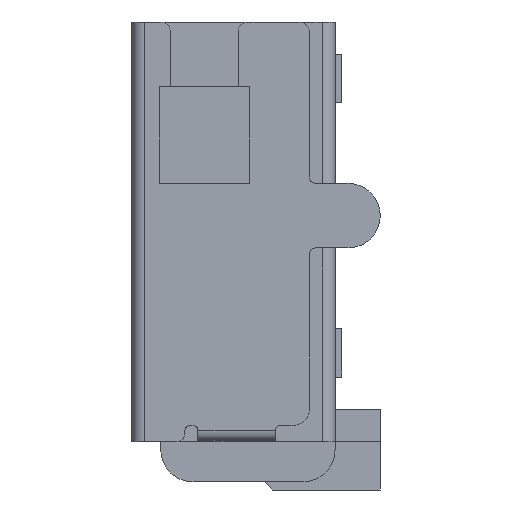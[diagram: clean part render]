
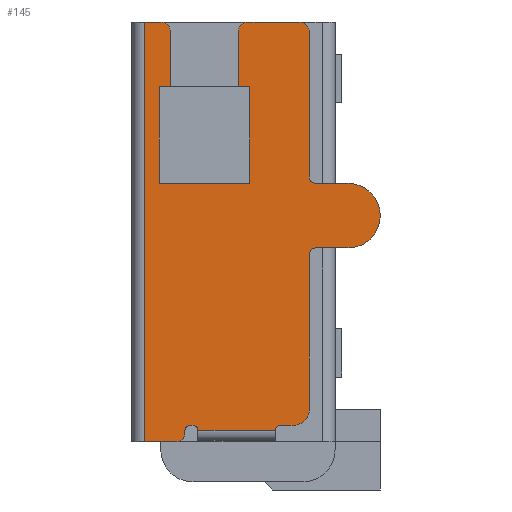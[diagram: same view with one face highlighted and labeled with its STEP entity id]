
A CAD part, left-side view. The second image highlights one B-rep face of the part: STEP entity #145.
In plain terms, the highlighted planar face has unit normal (-1, 0, 0).
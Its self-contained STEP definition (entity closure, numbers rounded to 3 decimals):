
#145=ADVANCED_FACE('',(#713),#714,.T.);
#713=FACE_OUTER_BOUND('',#1662,.T.);
#714=PLANE('',#1663);
#1662=EDGE_LOOP('',(#4171,#4172,#4173,#4174,#4175,#4176,#4177,#4178,#4179,#4180,#4181,#4182,#4183,#4184,#4185,#4186,#4187,#4188,#4189,#4190,#4191,#4192,#4193,#4194,#4195,#4196,#4197,#4198,#4199,#4200));
#1663=AXIS2_PLACEMENT_3D('',#4201,#4202,#4203);
#4171=ORIENTED_EDGE('',*,*,#7466,.F.);
#4172=ORIENTED_EDGE('',*,*,#7467,.T.);
#4173=ORIENTED_EDGE('',*,*,#7468,.F.);
#4174=ORIENTED_EDGE('',*,*,#7469,.T.);
#4175=ORIENTED_EDGE('',*,*,#7470,.F.);
#4176=ORIENTED_EDGE('',*,*,#7471,.T.);
#4177=ORIENTED_EDGE('',*,*,#7472,.F.);
#4178=ORIENTED_EDGE('',*,*,#7473,.T.);
#4179=ORIENTED_EDGE('',*,*,#7474,.T.);
#4180=ORIENTED_EDGE('',*,*,#7475,.T.);
#4181=ORIENTED_EDGE('',*,*,#7476,.F.);
#4182=ORIENTED_EDGE('',*,*,#7477,.F.);
#4183=ORIENTED_EDGE('',*,*,#7253,.T.);
#4184=ORIENTED_EDGE('',*,*,#7478,.F.);
#4185=ORIENTED_EDGE('',*,*,#7479,.T.);
#4186=ORIENTED_EDGE('',*,*,#7480,.T.);
#4187=ORIENTED_EDGE('',*,*,#7481,.T.);
#4188=ORIENTED_EDGE('',*,*,#7482,.T.);
#4189=ORIENTED_EDGE('',*,*,#7483,.T.);
#4190=ORIENTED_EDGE('',*,*,#7484,.T.);
#4191=ORIENTED_EDGE('',*,*,#7485,.T.);
#4192=ORIENTED_EDGE('',*,*,#7486,.F.);
#4193=ORIENTED_EDGE('',*,*,#7487,.T.);
#4194=ORIENTED_EDGE('',*,*,#7488,.F.);
#4195=ORIENTED_EDGE('',*,*,#7489,.F.);
#4196=ORIENTED_EDGE('',*,*,#7465,.F.);
#4197=ORIENTED_EDGE('',*,*,#7462,.F.);
#4198=ORIENTED_EDGE('',*,*,#7490,.F.);
#4199=ORIENTED_EDGE('',*,*,#7491,.T.);
#4200=ORIENTED_EDGE('',*,*,#7492,.T.);
#4201=CARTESIAN_POINT('',(-7.55,2.85,-13.0));
#4202=DIRECTION('',(-1.0,0.0,0.0));
#4203=DIRECTION('',(0.0,0.0,1.0));
#7253=EDGE_CURVE('',#8614,#8612,#8615,.T.);
#7462=EDGE_CURVE('',#8948,#8950,#8951,.T.);
#7465=EDGE_CURVE('',#8950,#8953,#8955,.T.);
#7466=EDGE_CURVE('',#8956,#8957,#8958,.T.);
#7467=EDGE_CURVE('',#8956,#8959,#8960,.T.);
#7468=EDGE_CURVE('',#8961,#8959,#8962,.T.);
#7469=EDGE_CURVE('',#8961,#8963,#8964,.T.);
#7470=EDGE_CURVE('',#8965,#8963,#8966,.T.);
#7471=EDGE_CURVE('',#8965,#8967,#8968,.T.);
#7472=EDGE_CURVE('',#8969,#8967,#8970,.T.);
#7473=EDGE_CURVE('',#8969,#8971,#8972,.T.);
#7474=EDGE_CURVE('',#8971,#8973,#8974,.T.);
#7475=EDGE_CURVE('',#8973,#8975,#8976,.T.);
#7476=EDGE_CURVE('',#8977,#8975,#8978,.T.);
#7477=EDGE_CURVE('',#8614,#8977,#8979,.T.);
#7478=EDGE_CURVE('',#8980,#8612,#8981,.T.);
#7479=EDGE_CURVE('',#8980,#8982,#8983,.T.);
#7480=EDGE_CURVE('',#8982,#8984,#8985,.T.);
#7481=EDGE_CURVE('',#8984,#8986,#8987,.T.);
#7482=EDGE_CURVE('',#8986,#8988,#8989,.T.);
#7483=EDGE_CURVE('',#8988,#8990,#8991,.T.);
#7484=EDGE_CURVE('',#8990,#8992,#8993,.T.);
#7485=EDGE_CURVE('',#8992,#8994,#8995,.T.);
#7486=EDGE_CURVE('',#8996,#8994,#8997,.T.);
#7487=EDGE_CURVE('',#8996,#8998,#8999,.T.);
#7488=EDGE_CURVE('',#9000,#8998,#9001,.T.);
#7489=EDGE_CURVE('',#8953,#9000,#9002,.T.);
#7490=EDGE_CURVE('',#9003,#8948,#9004,.T.);
#7491=EDGE_CURVE('',#9003,#9005,#9006,.T.);
#7492=EDGE_CURVE('',#9005,#8957,#9007,.T.);
#8612=VERTEX_POINT('',#10737);
#8614=VERTEX_POINT('',#10740);
#8615=LINE('',#10741,#10742);
#8948=VERTEX_POINT('',#11261);
#8950=VERTEX_POINT('',#11264);
#8951=LINE('',#11265,#11266);
#8953=VERTEX_POINT('',#11269);
#8955=CIRCLE('',#11272,1.0);
#8956=VERTEX_POINT('',#11273);
#8957=VERTEX_POINT('',#11274);
#8958=LINE('',#11275,#11276);
#8959=VERTEX_POINT('',#11277);
#8960=CIRCLE('',#11278,0.3);
#8961=VERTEX_POINT('',#11279);
#8962=LINE('',#11280,#11281);
#8963=VERTEX_POINT('',#11282);
#8964=CIRCLE('',#11283,0.2);
#8965=VERTEX_POINT('',#11284);
#8966=LINE('',#11285,#11286);
#8967=VERTEX_POINT('',#11287);
#8968=LINE('',#11288,#11289);
#8969=VERTEX_POINT('',#11290);
#8970=LINE('',#11291,#11292);
#8971=VERTEX_POINT('',#11293);
#8972=CIRCLE('',#11294,0.2);
#8973=VERTEX_POINT('',#11295);
#8974=LINE('',#11296,#11297);
#8975=VERTEX_POINT('',#11298);
#8976=CIRCLE('',#11299,0.3);
#8977=VERTEX_POINT('',#11300);
#8978=LINE('',#11301,#11302);
#8979=LINE('',#11303,#11304);
#8980=VERTEX_POINT('',#11305);
#8981=CIRCLE('',#11306,0.25);
#8982=VERTEX_POINT('',#11307);
#8983=LINE('',#11308,#11309);
#8984=VERTEX_POINT('',#11310);
#8985=CIRCLE('',#11311,0.15);
#8986=VERTEX_POINT('',#11312);
#8987=LINE('',#11313,#11314);
#8988=VERTEX_POINT('',#11315);
#8989=CIRCLE('',#11316,0.15);
#8990=VERTEX_POINT('',#11317);
#8991=LINE('',#11318,#11319);
#8992=VERTEX_POINT('',#11320);
#8993=CIRCLE('',#11321,0.15);
#8994=VERTEX_POINT('',#11322);
#8995=LINE('',#11323,#11324);
#8996=VERTEX_POINT('',#11325);
#8997=CIRCLE('',#11326,0.5);
#8998=VERTEX_POINT('',#11327);
#8999=LINE('',#11328,#11329);
#9000=VERTEX_POINT('',#11330);
#9001=CIRCLE('',#11331,0.2);
#9002=LINE('',#11332,#11333);
#9003=VERTEX_POINT('',#11334);
#9004=CIRCLE('',#11335,0.2);
#9005=VERTEX_POINT('',#11336);
#9006=LINE('',#11337,#11338);
#9007=CIRCLE('',#11339,0.3);
#10737=CARTESIAN_POINT('',(-7.55,1.85,-13.0));
#10740=CARTESIAN_POINT('',(-7.55,2.85,-13.0));
#10741=CARTESIAN_POINT('',(-7.55,2.85,-13.0));
#10742=VECTOR('',#14427,1.0);
#11261=CARTESIAN_POINT('',(-7.55,-2.45,-5.0));
#11264=CARTESIAN_POINT('',(-7.55,-3.45,-5.0));
#11265=CARTESIAN_POINT('',(-7.55,-2.45,-5.0));
#11266=VECTOR('',#14678,1.0);
#11269=CARTESIAN_POINT('',(-7.55,-3.45,-7.0));
#11272=AXIS2_PLACEMENT_3D('',#14681,#14682,#14683);
#11273=CARTESIAN_POINT('',(-7.55,-0.35,0.0));
#11274=CARTESIAN_POINT('',(-7.55,-1.95,0.0));
#11275=CARTESIAN_POINT('',(-7.55,-0.35,0.0));
#11276=VECTOR('',#14684,1.6);
#11277=CARTESIAN_POINT('',(-7.55,-0.05,-0.3));
#11278=AXIS2_PLACEMENT_3D('',#14685,#14686,#14687);
#11279=CARTESIAN_POINT('',(-7.55,-0.05,-4.8));
#11280=CARTESIAN_POINT('',(-7.55,-0.05,-4.8));
#11281=VECTOR('',#14688,4.5);
#11282=CARTESIAN_POINT('',(-7.55,0.15,-5.0));
#11283=AXIS2_PLACEMENT_3D('',#14689,#14690,#14691);
#11284=CARTESIAN_POINT('',(-7.55,0.2,-5.0));
#11285=CARTESIAN_POINT('',(-7.55,0.2,-5.0));
#11286=VECTOR('',#14692,0.05);
#11287=CARTESIAN_POINT('',(-7.55,1.8,-5.0));
#11288=CARTESIAN_POINT('',(-7.55,0.2,-5.0));
#11289=VECTOR('',#14693,1.6);
#11290=CARTESIAN_POINT('',(-7.55,1.85,-5.0));
#11291=CARTESIAN_POINT('',(-7.55,1.85,-5.0));
#11292=VECTOR('',#14694,0.05);
#11293=CARTESIAN_POINT('',(-7.55,2.05,-4.8));
#11294=AXIS2_PLACEMENT_3D('',#14695,#14696,#14697);
#11295=CARTESIAN_POINT('',(-7.55,2.05,-0.3));
#11296=CARTESIAN_POINT('',(-7.55,2.05,-4.8));
#11297=VECTOR('',#14698,4.5);
#11298=CARTESIAN_POINT('',(-7.55,2.35,0.0));
#11299=AXIS2_PLACEMENT_3D('',#14699,#14700,#14701);
#11300=CARTESIAN_POINT('',(-7.55,2.85,0.0));
#11301=CARTESIAN_POINT('',(-7.55,2.85,0.0));
#11302=VECTOR('',#14702,0.5);
#11303=CARTESIAN_POINT('',(-7.55,2.85,-13.0));
#11304=VECTOR('',#14703,13.0);
#11305=CARTESIAN_POINT('',(-7.55,1.6,-12.75));
#11306=AXIS2_PLACEMENT_3D('',#14704,#14705,#14706);
#11307=CARTESIAN_POINT('',(-7.55,1.6,-12.65));
#11308=CARTESIAN_POINT('',(-7.55,1.6,-12.75));
#11309=VECTOR('',#14707,0.1);
#11310=CARTESIAN_POINT('',(-7.55,1.45,-12.5));
#11311=AXIS2_PLACEMENT_3D('',#14708,#14709,#14710);
#11312=CARTESIAN_POINT('',(-7.55,1.35,-12.5));
#11313=CARTESIAN_POINT('',(-7.55,1.45,-12.5));
#11314=VECTOR('',#14711,0.1);
#11315=CARTESIAN_POINT('',(-7.55,1.2,-12.65));
#11316=AXIS2_PLACEMENT_3D('',#14712,#14713,#14714);
#11317=CARTESIAN_POINT('',(-7.55,-1.2,-12.65));
#11318=CARTESIAN_POINT('',(-7.55,1.2,-12.65));
#11319=VECTOR('',#14715,2.4);
#11320=CARTESIAN_POINT('',(-7.55,-1.35,-12.5));
#11321=AXIS2_PLACEMENT_3D('',#14716,#14717,#14718);
#11322=CARTESIAN_POINT('',(-7.55,-1.75,-12.5));
#11323=CARTESIAN_POINT('',(-7.55,-1.35,-12.5));
#11324=VECTOR('',#14719,0.4);
#11325=CARTESIAN_POINT('',(-7.55,-2.25,-12.0));
#11326=AXIS2_PLACEMENT_3D('',#14720,#14721,#14722);
#11327=CARTESIAN_POINT('',(-7.55,-2.25,-7.2));
#11328=CARTESIAN_POINT('',(-7.55,-2.25,-12.0));
#11329=VECTOR('',#14723,4.8);
#11330=CARTESIAN_POINT('',(-7.55,-2.45,-7.0));
#11331=AXIS2_PLACEMENT_3D('',#14724,#14725,#14726);
#11332=CARTESIAN_POINT('',(-7.55,-3.45,-7.0));
#11333=VECTOR('',#14727,1.0);
#11334=CARTESIAN_POINT('',(-7.55,-2.25,-4.8));
#11335=AXIS2_PLACEMENT_3D('',#14728,#14729,#14730);
#11336=CARTESIAN_POINT('',(-7.55,-2.25,-0.3));
#11337=CARTESIAN_POINT('',(-7.55,-2.25,-4.8));
#11338=VECTOR('',#14731,4.5);
#11339=AXIS2_PLACEMENT_3D('',#14732,#14733,#14734);
#14427=DIRECTION('',(0.0,-1.0,0.0));
#14678=DIRECTION('',(0.0,-1.0,0.0));
#14681=CARTESIAN_POINT('',(-7.55,-3.45,-6.0));
#14682=DIRECTION('',(1.0,0.0,-0.0));
#14683=DIRECTION('',(0.0,0.0,1.0));
#14684=DIRECTION('',(0.0,-1.0,0.0));
#14685=CARTESIAN_POINT('',(-7.55,-0.35,-0.3));
#14686=DIRECTION('',(-1.0,0.0,0.0));
#14687=DIRECTION('',(0.0,0.0,1.0));
#14688=DIRECTION('',(0.0,0.0,1.0));
#14689=CARTESIAN_POINT('',(-7.55,0.15,-4.8));
#14690=DIRECTION('',(1.0,0.0,0.0));
#14691=DIRECTION('',(0.0,-1.0,0.0));
#14692=DIRECTION('',(0.0,-1.0,0.0));
#14693=DIRECTION('',(0.0,1.0,0.0));
#14694=DIRECTION('',(0.0,-1.0,0.0));
#14695=CARTESIAN_POINT('',(-7.55,1.85,-4.8));
#14696=DIRECTION('',(1.0,0.0,0.0));
#14697=DIRECTION('',(0.0,0.0,-1.0));
#14698=DIRECTION('',(0.0,0.0,1.0));
#14699=CARTESIAN_POINT('',(-7.55,2.35,-0.3));
#14700=DIRECTION('',(-1.0,0.0,0.0));
#14701=DIRECTION('',(0.0,-1.0,0.0));
#14702=DIRECTION('',(0.0,-1.0,0.0));
#14703=DIRECTION('',(0.0,0.0,1.0));
#14704=CARTESIAN_POINT('',(-7.55,1.85,-12.75));
#14705=DIRECTION('',(1.0,0.0,0.0));
#14706=DIRECTION('',(0.0,-1.0,0.0));
#14707=DIRECTION('',(0.0,0.0,1.0));
#14708=CARTESIAN_POINT('',(-7.55,1.45,-12.65));
#14709=DIRECTION('',(1.0,0.0,0.0));
#14710=DIRECTION('',(0.0,1.0,0.0));
#14711=DIRECTION('',(0.0,-1.0,0.0));
#14712=CARTESIAN_POINT('',(-7.55,1.35,-12.65));
#14713=DIRECTION('',(1.0,0.0,-0.0));
#14714=DIRECTION('',(0.0,0.0,1.0));
#14715=DIRECTION('',(0.0,-1.0,0.0));
#14716=CARTESIAN_POINT('',(-7.55,-1.35,-12.65));
#14717=DIRECTION('',(1.0,0.0,-0.0));
#14718=DIRECTION('',(0.0,1.,0.002));
#14719=DIRECTION('',(0.0,-1.0,0.0));
#14720=CARTESIAN_POINT('',(-7.55,-1.75,-12.0));
#14721=DIRECTION('',(1.0,0.0,0.0));
#14722=DIRECTION('',(0.0,-1.0,0.0));
#14723=DIRECTION('',(0.0,0.0,1.0));
#14724=CARTESIAN_POINT('',(-7.55,-2.45,-7.2));
#14725=DIRECTION('',(-1.0,0.0,0.0));
#14726=DIRECTION('',(0.0,0.0,1.0));
#14727=DIRECTION('',(0.0,1.0,0.0));
#14728=CARTESIAN_POINT('',(-7.55,-2.45,-4.8));
#14729=DIRECTION('',(-1.0,0.0,0.0));
#14730=DIRECTION('',(0.0,1.0,0.0));
#14731=DIRECTION('',(0.0,0.0,1.0));
#14732=CARTESIAN_POINT('',(-7.55,-1.95,-0.3));
#14733=DIRECTION('',(-1.0,0.0,0.0));
#14734=DIRECTION('',(0.0,-1.0,0.0));
